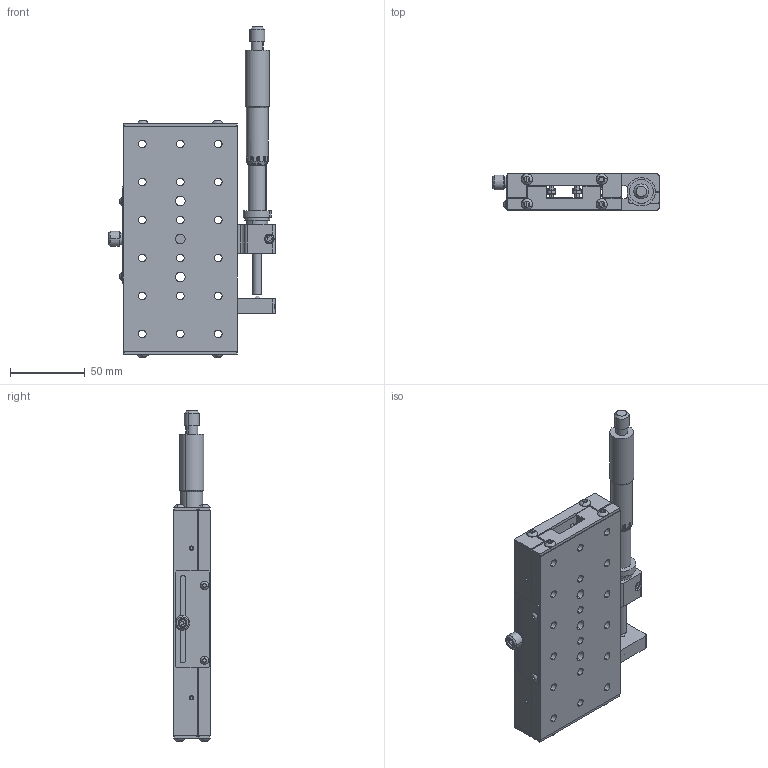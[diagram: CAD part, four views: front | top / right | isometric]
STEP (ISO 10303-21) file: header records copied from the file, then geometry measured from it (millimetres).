
FILE_DESCRIPTION (( 'STEP AP203' ), '1' );
FILE_NAME ('06PTS-2.STEP', '2020-07-09T03:56:21', ( '' ), ( '' ), 'SwSTEP 2.0', 'SolidWorks 2016', '' );
FILE_SCHEMA (( 'CONFIG_CONTROL_DESIGN' ));
Products named in the file (1): 06PTS-2
Bounding box: 111.3 x 24.7 x 220.79 mm (x, y, z)
Surface area: 85858.7 mm2 (no closed solid volume)
Topology: 0 solids, 69 shells, 601 faces, 3537 edges, 2917 vertices
Faces by surface type: cylinder 305, plane 236, sphere 22, cone 16, bspline 12, torus 10
Entity records: 51589 total; most frequent: CARTESIAN_POINT 25501, DIRECTION 5010, ORIENTED_EDGE 4843, EDGE_CURVE 3532, VERTEX_POINT 2914, AXIS2_PLACEMENT_3D 1734, VECTOR 1542, LINE 1542
